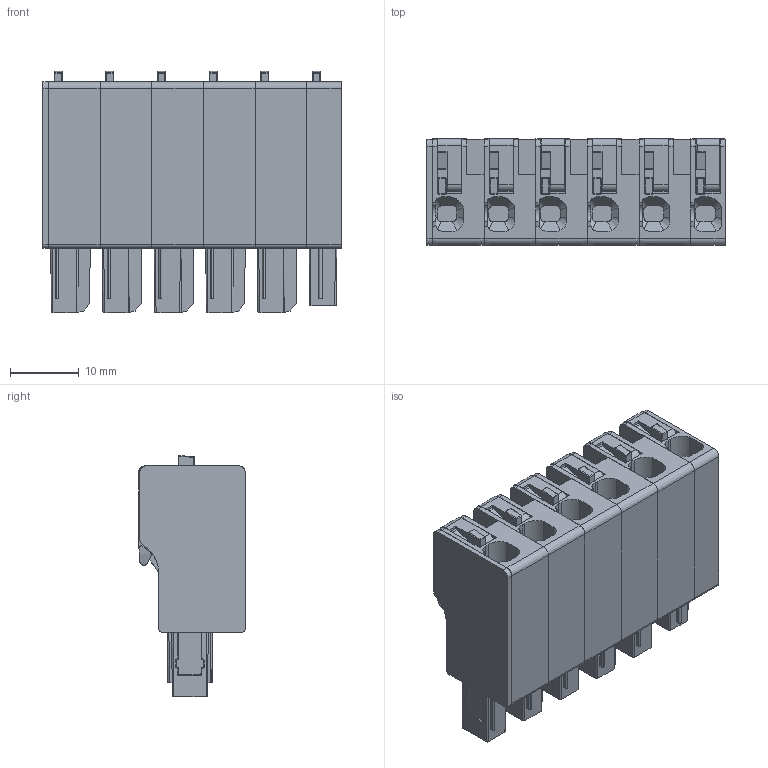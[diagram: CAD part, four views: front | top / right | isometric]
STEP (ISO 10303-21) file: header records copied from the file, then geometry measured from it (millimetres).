
FILE_DESCRIPTION(('CATIA V5 STEP Exchange','CAx-IF Rec.Pracs.--- Model Styling and Organization---1.4--- 2014-01-23'),'2;1');
FILE_NAME ('1361648-2_0_8000078332_8000078332.stp','2021-10-26T09:57:03+00:00',('none'),('Weidmueller'),'CATIA Version 5-6 Release 2016 SP3 HF44','CATIA V5 STEP AP214','none');
FILE_SCHEMA(('AUTOMOTIVE_DESIGN { 1 0 10303 214 1 1 1 1 }'));
Products named in the file (1): 8000078332
Bounding box: 43.3 x 15.5 x 35 mm (x, y, z)
Volume: 14482 mm3; surface area: 13397.9 mm2
Topology: 19 solids, 19 shells, 1645 faces, 4566 edges, 2987 vertices
Faces by surface type: plane 953, cylinder 519, cone 58, sphere 48, bspline 32, torus 20, extrusion 15
Entity records: 56851 total; most frequent: CARTESIAN_POINT 16514, ORIENTED_EDGE 9036, DIRECTION 6948, EDGE_CURVE 4518, VERTEX_POINT 2987, VECTOR 2952, LINE 2937, AXIS2_PLACEMENT_3D 2399
